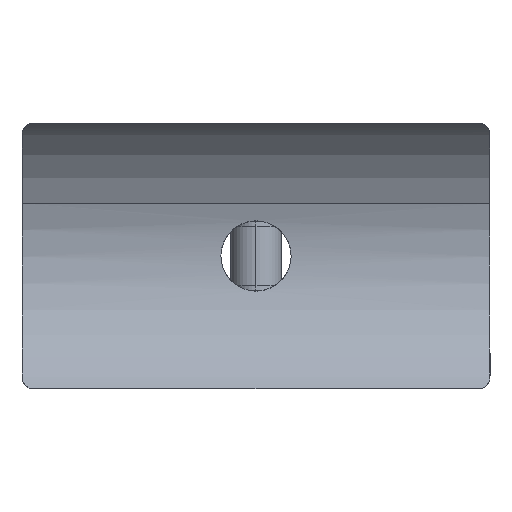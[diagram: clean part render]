
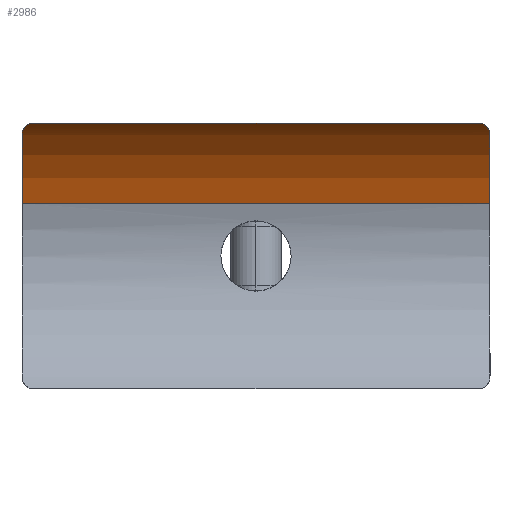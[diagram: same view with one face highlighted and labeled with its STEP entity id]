
A CAD part, left-side view. The second image highlights one B-rep face of the part: STEP entity #2986.
In plain terms, the highlighted cylindrical face has radius 21.2 mm (diameter 42.4 mm), a partial arc.
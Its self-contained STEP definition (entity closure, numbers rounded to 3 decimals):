
#6 = VERTEX_POINT ( 'NONE', #3509 ) ;
#27 = DIRECTION ( 'NONE',  ( 0., 1., 0. ) ) ;
#34 = CARTESIAN_POINT ( 'NONE',  ( -63.068, 29.535, 16.644 ) ) ;
#46 = DIRECTION ( 'NONE',  ( 0., 0., 1. ) ) ;
#92 = CARTESIAN_POINT ( 'NONE',  ( -56.103, 30., 6.75 ) ) ;
#165 = EDGE_CURVE ( 'NONE', #3473, #3362, #2179, .T. ) ;
#183 = CIRCLE ( 'NONE', #2409, 21.2 ) ;
#211 = CARTESIAN_POINT ( 'NONE',  ( -62.105, -29.978, 15.838 ) ) ;
#312 = ORIENTED_EDGE ( 'NONE', *, *, #165, .T. ) ;
#315 = CYLINDRICAL_SURFACE ( 'NONE', #477, 21.2 ) ;
#392 = EDGE_CURVE ( 'NONE', #1982, #3234, #401, .T. ) ;
#401 = B_SPLINE_CURVE_WITH_KNOTS ( 'NONE', 3,
 ( #1733, #1458, #536, #3703, #2604, #34, #2324, #3219, #2103, #968, #1752, #1806 ),
 .UNSPECIFIED., .F., .F.,
 ( 4, 2, 2, 2, 2, 4 ),
 ( 0., 0., 0.001, 0.001, 0.002, 0.003 ),
 .UNSPECIFIED. ) ;
#448 = EDGE_LOOP ( 'NONE', ( #2542, #2170, #2683, #2839, #2823, #312 ) ) ;
#477 = AXIS2_PLACEMENT_3D ( 'NONE', #1714, #27, #46 ) ;
#511 = CARTESIAN_POINT ( 'NONE',  ( -62.914, -29.649, 16.521 ) ) ;
#536 = CARTESIAN_POINT ( 'NONE',  ( -63.449, 29.071, 16.937 ) ) ;
#933 = DIRECTION ( 'NONE',  ( 1., 0., 0. ) ) ;
#968 = CARTESIAN_POINT ( 'NONE',  ( -62.108, 29.977, 15.84 ) ) ;
#1061 = DIRECTION ( 'NONE',  ( -1., 0., 0. ) ) ;
#1119 = CARTESIAN_POINT ( 'NONE',  ( -63.534, -28.874, 17. ) ) ;
#1184 = VECTOR ( 'NONE', #3053, 1000. ) ;
#1351 = CARTESIAN_POINT ( 'NONE',  ( -56.103, -39., 6.75 ) ) ;
#1396 = CARTESIAN_POINT ( 'NONE',  ( -63.534, -28.874, 17. ) ) ;
#1458 = CARTESIAN_POINT ( 'NONE',  ( -63.497, 28.978, 16.973 ) ) ;
#1714 = CARTESIAN_POINT ( 'NONE',  ( -76.2, -39., 0. ) ) ;
#1733 = CARTESIAN_POINT ( 'NONE',  ( -63.534, 28.874, 17. ) ) ;
#1752 = CARTESIAN_POINT ( 'NONE',  ( -61.941, 30., 15.69 ) ) ;
#1777 = VERTEX_POINT ( 'NONE', #1396 ) ;
#1806 = CARTESIAN_POINT ( 'NONE',  ( -61.777, 30., 15.538 ) ) ;
#1966 = CARTESIAN_POINT ( 'NONE',  ( -63.449, -29.073, 16.937 ) ) ;
#1971 = B_SPLINE_CURVE_WITH_KNOTS ( 'NONE', 3,
 ( #3085, #2769, #211, #3698, #3387, #511, #2524, #2564, #3366, #1966, #3328, #1119 ),
 .UNSPECIFIED., .F., .F.,
 ( 4, 2, 2, 2, 2, 4 ),
 ( 0., 0.001, 0.001, 0.002, 0.002, 0.003 ),
 .UNSPECIFIED. ) ;
#1982 = VERTEX_POINT ( 'NONE', #3562 ) ;
#2103 = CARTESIAN_POINT ( 'NONE',  ( -62.437, 29.889, 16.126 ) ) ;
#2170 = ORIENTED_EDGE ( 'NONE', *, *, #2768, .T. ) ;
#2179 = LINE ( 'NONE', #1351, #1184 ) ;
#2257 = DIRECTION ( 'NONE',  ( 0., 1., 0. ) ) ;
#2324 = CARTESIAN_POINT ( 'NONE',  ( -62.915, 29.648, 16.522 ) ) ;
#2409 = AXIS2_PLACEMENT_3D ( 'NONE', #3257, #3563, #933 ) ;
#2461 = AXIS2_PLACEMENT_3D ( 'NONE', #3048, #3635, #1061 ) ;
#2464 = CIRCLE ( 'NONE', #2461, 21.2 ) ;
#2524 = CARTESIAN_POINT ( 'NONE',  ( -63.067, -29.537, 16.643 ) ) ;
#2542 = ORIENTED_EDGE ( 'NONE', *, *, #2874, .F. ) ;
#2564 = CARTESIAN_POINT ( 'NONE',  ( -63.272, -29.324, 16.802 ) ) ;
#2581 = VECTOR ( 'NONE', #2257, 1000. ) ;
#2596 = FACE_OUTER_BOUND ( 'NONE', #448, .T. ) ;
#2602 = EDGE_CURVE ( 'NONE', #1777, #1982, #2813, .T. ) ;
#2604 = CARTESIAN_POINT ( 'NONE',  ( -63.273, 29.323, 16.803 ) ) ;
#2640 = CARTESIAN_POINT ( 'NONE',  ( -63.534, -39., 17. ) ) ;
#2683 = ORIENTED_EDGE ( 'NONE', *, *, #2602, .T. ) ;
#2768 = EDGE_CURVE ( 'NONE', #6, #1777, #1971, .T. ) ;
#2769 = CARTESIAN_POINT ( 'NONE',  ( -61.941, -30., 15.69 ) ) ;
#2813 = LINE ( 'NONE', #2640, #2581 ) ;
#2823 = ORIENTED_EDGE ( 'NONE', *, *, #3501, .F. ) ;
#2839 = ORIENTED_EDGE ( 'NONE', *, *, #392, .T. ) ;
#2842 = CARTESIAN_POINT ( 'NONE',  ( -56.103, -30., 6.75 ) ) ;
#2874 = EDGE_CURVE ( 'NONE', #6, #3362, #2464, .T. ) ;
#2986 = ADVANCED_FACE ( 'NONE', ( #2596 ), #315, .F. ) ;
#3048 = CARTESIAN_POINT ( 'NONE',  ( -76.2, -30., 0. ) ) ;
#3053 = DIRECTION ( 'NONE',  ( 0., -1., 0. ) ) ;
#3085 = CARTESIAN_POINT ( 'NONE',  ( -61.777, -30., 15.538 ) ) ;
#3219 = CARTESIAN_POINT ( 'NONE',  ( -62.599, 29.825, 16.263 ) ) ;
#3234 = VERTEX_POINT ( 'NONE', #3380 ) ;
#3257 = CARTESIAN_POINT ( 'NONE',  ( -76.2, 30., 0. ) ) ;
#3328 = CARTESIAN_POINT ( 'NONE',  ( -63.497, -28.977, 16.973 ) ) ;
#3362 = VERTEX_POINT ( 'NONE', #2842 ) ;
#3366 = CARTESIAN_POINT ( 'NONE',  ( -63.335, -29.247, 16.851 ) ) ;
#3380 = CARTESIAN_POINT ( 'NONE',  ( -61.777, 30., 15.538 ) ) ;
#3387 = CARTESIAN_POINT ( 'NONE',  ( -62.597, -29.825, 16.262 ) ) ;
#3473 = VERTEX_POINT ( 'NONE', #92 ) ;
#3501 = EDGE_CURVE ( 'NONE', #3473, #3234, #183, .T. ) ;
#3509 = CARTESIAN_POINT ( 'NONE',  ( -61.777, -30., 15.538 ) ) ;
#3562 = CARTESIAN_POINT ( 'NONE',  ( -63.534, 28.874, 17. ) ) ;
#3563 = DIRECTION ( 'NONE',  ( 0., -1., 0. ) ) ;
#3635 = DIRECTION ( 'NONE',  ( 0., 1., 0. ) ) ;
#3698 = CARTESIAN_POINT ( 'NONE',  ( -62.432, -29.891, 16.123 ) ) ;
#3703 = CARTESIAN_POINT ( 'NONE',  ( -63.337, 29.244, 16.852 ) ) ;
